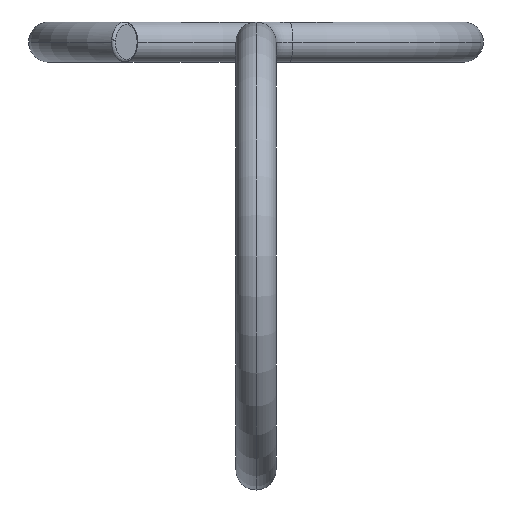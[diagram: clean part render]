
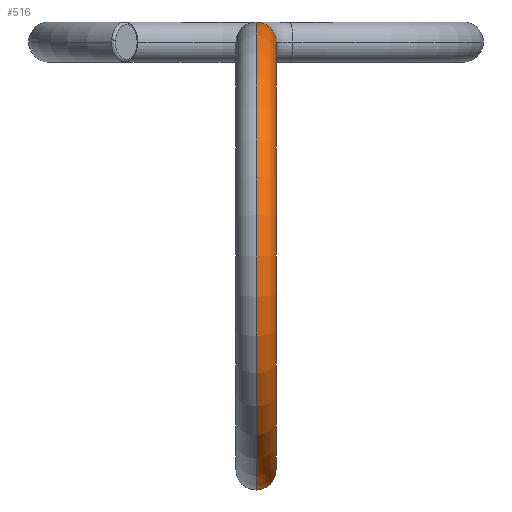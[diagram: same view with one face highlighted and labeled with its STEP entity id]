
A CAD part, front view. The second image highlights one B-rep face of the part: STEP entity #516.
In plain terms, the highlighted toroidal (fillet/blend) face has major radius 16 mm and minor radius 1.5 mm.
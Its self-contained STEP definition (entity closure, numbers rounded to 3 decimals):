
#12 = CARTESIAN_POINT ( 'NONE',  ( 0., -50., 1.5 ) ) ;
#18 = AXIS2_PLACEMENT_3D ( 'NONE', #432, #675, #498 ) ;
#29 = VERTEX_POINT ( 'NONE', #684 ) ;
#109 = CIRCLE ( 'NONE', #568, 1.5 ) ;
#113 = DIRECTION ( 'NONE',  ( 1., 0., 0. ) ) ;
#115 = DIRECTION ( 'NONE',  ( 1., 0., 0. ) ) ;
#118 = CARTESIAN_POINT ( 'NONE',  ( 0., -50., -16. ) ) ;
#146 = ORIENTED_EDGE ( 'NONE', *, *, #650, .F. ) ;
#147 = ORIENTED_EDGE ( 'NONE', *, *, #765, .F. ) ;
#177 = FACE_OUTER_BOUND ( 'NONE', #590, .T. ) ;
#192 = CARTESIAN_POINT ( 'NONE',  ( 0., -50., -16. ) ) ;
#199 = DIRECTION ( 'NONE',  ( 1., 0., 0. ) ) ;
#238 = ORIENTED_EDGE ( 'NONE', *, *, #665, .T. ) ;
#241 = AXIS2_PLACEMENT_3D ( 'NONE', #192, #199, #449 ) ;
#246 = DIRECTION ( 'NONE',  ( 0., 0., -1. ) ) ;
#292 = TOROIDAL_SURFACE ( 'NONE', #417, 16., 1.5 ) ;
#311 = CARTESIAN_POINT ( 'NONE',  ( 0., -50., 0. ) ) ;
#351 = VERTEX_POINT ( 'NONE', #582 ) ;
#359 = VERTEX_POINT ( 'NONE', #12 ) ;
#377 = DIRECTION ( 'NONE',  ( 0., 0., -1. ) ) ;
#417 = AXIS2_PLACEMENT_3D ( 'NONE', #118, #744, #377 ) ;
#423 = AXIS2_PLACEMENT_3D ( 'NONE', #620, #113, #246 ) ;
#432 = CARTESIAN_POINT ( 'NONE',  ( 0., -50., -32. ) ) ;
#449 = DIRECTION ( 'NONE',  ( 0., 0., -1. ) ) ;
#461 = CIRCLE ( 'NONE', #18, 1.5 ) ;
#498 = DIRECTION ( 'NONE',  ( 1., 0., 0. ) ) ;
#516 = ADVANCED_FACE ( 'NONE', ( #177 ), #292, .T. ) ;
#525 = VERTEX_POINT ( 'NONE', #681 ) ;
#568 = AXIS2_PLACEMENT_3D ( 'NONE', #311, #671, #115 ) ;
#579 = EDGE_CURVE ( 'NONE', #29, #359, #109, .T. ) ;
#582 = CARTESIAN_POINT ( 'NONE',  ( 0., -50., -30.5 ) ) ;
#590 = EDGE_LOOP ( 'NONE', ( #726, #238, #146, #147 ) ) ;
#591 = CIRCLE ( 'NONE', #241, 14.5 ) ;
#620 = CARTESIAN_POINT ( 'NONE',  ( 0., -50., -16. ) ) ;
#650 = EDGE_CURVE ( 'NONE', #351, #525, #461, .T. ) ;
#665 = EDGE_CURVE ( 'NONE', #359, #525, #749, .T. ) ;
#671 = DIRECTION ( 'NONE',  ( 0., -1., 0. ) ) ;
#675 = DIRECTION ( 'NONE',  ( 0., 1., 0. ) ) ;
#681 = CARTESIAN_POINT ( 'NONE',  ( 0., -50., -33.5 ) ) ;
#684 = CARTESIAN_POINT ( 'NONE',  ( 0., -50., -1.5 ) ) ;
#726 = ORIENTED_EDGE ( 'NONE', *, *, #579, .T. ) ;
#744 = DIRECTION ( 'NONE',  ( 1., 0., 0. ) ) ;
#749 = CIRCLE ( 'NONE', #423, 17.5 ) ;
#765 = EDGE_CURVE ( 'NONE', #29, #351, #591, .T. ) ;
